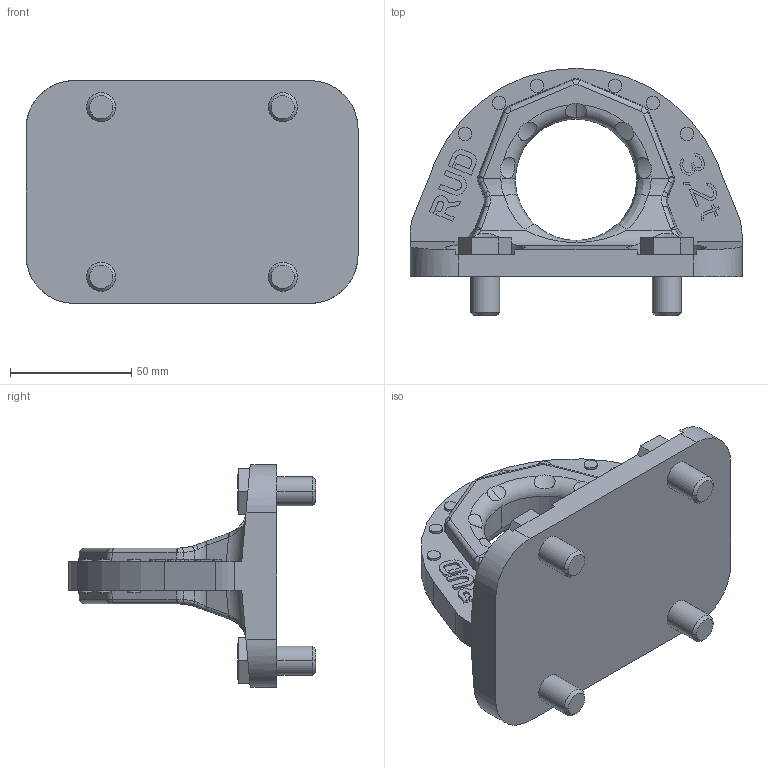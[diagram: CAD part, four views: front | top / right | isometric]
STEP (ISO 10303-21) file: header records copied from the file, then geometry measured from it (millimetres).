
FILE_DESCRIPTION((''),'2;1');
FILE_NAME('001-M35156-P-2','2016-02-05T',('Marcel.Bux'),(''),'PRO/ENGINEER BY PARAMETRIC TECHNOLOGY CORPORATION, 2010140','PRO/ENGINEER BY PARAMETRIC TECHNOLOGY CORPORATION, 2010140','');
FILE_SCHEMA(('CONFIG_CONTROL_DESIGN'));
Length unit declared in the file: millimetre
Products named in the file (1): 001-M35156-P-2
Bounding box: 137 x 102 x 92 mm (x, y, z)
Volume: 268678.2 mm3; surface area: 51225.2 mm2
Topology: 1 solids, 1 shells, 1302 faces, 3582 edges, 2366 vertices
Faces by surface type: plane 1144, cylinder 90, bspline 46, extrusion 12, cone 8, torus 2
Entity records: 42591 total; most frequent: CARTESIAN_POINT 9683, ORIENTED_EDGE 7164, DIRECTION 6130, EDGE_CURVE 3582, VECTOR 3254, LINE 3242, VERTEX_POINT 2366, AXIS2_PLACEMENT_3D 1438
